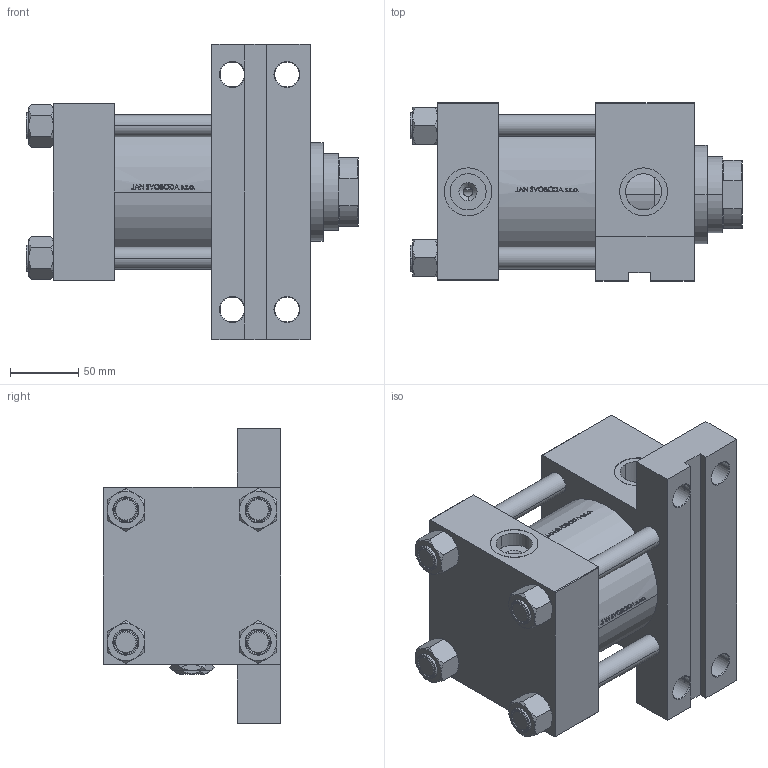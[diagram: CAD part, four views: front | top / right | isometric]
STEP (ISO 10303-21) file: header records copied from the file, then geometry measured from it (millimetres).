
FILE_DESCRIPTION (( 'STEP AP203' ), '1' );
FILE_NAME ('7f51.STEP', '2023-08-26T15:11:42', ( '' ), ( '' ), 'SwSTEP 2.0', 'SolidWorks 2019', '' );
FILE_SCHEMA (( 'CONFIG_CONTROL_DESIGN' ));
Length unit declared in the file: millimetre
Products named in the file (7): 7f51; V215_VC_A 56fc86f428adb7aa22af3998cc888809; V215CR_VCP_F 56fc86f428adb7aa22af3998cc888809; Zatka_pro_OIL_PORT 56fc86f428adb7aa22af3998cc888809; V215CR_F_Body 56fc86f428adb7aa22af3998cc888809; V215CR_F_TYCINKA 56fc86f428adb7aa22af3998cc888809; NUT_M5_F 56fc86f428adb7aa22af3998cc888809
Assembly tree (12 placements, depth 2):
  7f51
    V215CR_F_Body 56fc86f428adb7aa22af3998cc888809
    V215CR_VCP_F 56fc86f428adb7aa22af3998cc888809
    V215CR_F_TYCINKA 56fc86f428adb7aa22af3998cc888809  x4
    NUT_M5_F 56fc86f428adb7aa22af3998cc888809  x4
    V215_VC_A 56fc86f428adb7aa22af3998cc888809
    Zatka_pro_OIL_PORT 56fc86f428adb7aa22af3998cc888809
Bounding box: 243 x 130 x 216 mm (x, y, z)
Volume: 2623836.1 mm3; surface area: 358146.8 mm2
Topology: 12 solids, 12 shells, 1198 faces, 3000 edges, 1943 vertices
Faces by surface type: plane 508, bspline 380, cone 172, cylinder 130, torus 8
Entity records: 49883 total; most frequent: CARTESIAN_POINT 26651, ORIENTED_EDGE 5264, DIRECTION 3380, EDGE_CURVE 2632, VERTEX_POINT 1721, VECTOR 1336, LINE 1336, EDGE_LOOP 1181
